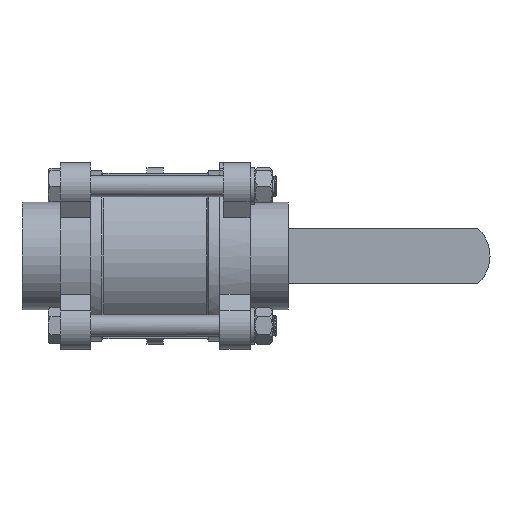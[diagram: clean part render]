
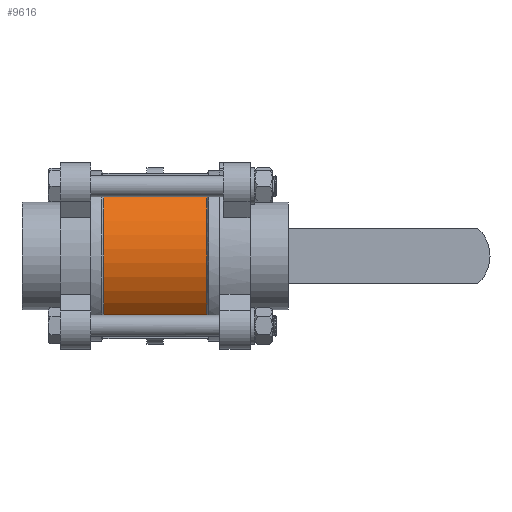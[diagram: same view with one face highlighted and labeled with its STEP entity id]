
A CAD part, front view. The second image highlights one B-rep face of the part: STEP entity #9616.
In plain terms, the highlighted cylindrical face has radius 37 mm (diameter 74 mm), a partial arc.
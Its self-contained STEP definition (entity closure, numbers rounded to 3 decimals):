
#896=CYLINDRICAL_SURFACE('',#10194,37.);
#1059=CIRCLE('',#10195,37.);
#1060=CIRCLE('',#10196,37.);
#1527=ORIENTED_EDGE('',*,*,#4548,.F.);
#1528=ORIENTED_EDGE('',*,*,#4602,.F.);
#1529=ORIENTED_EDGE('',*,*,#4512,.F.);
#1530=ORIENTED_EDGE('',*,*,#4603,.T.);
#4512=EDGE_CURVE('',#6066,#6067,#7131,.T.);
#4548=EDGE_CURVE('',#6094,#6095,#7152,.T.);
#4602=EDGE_CURVE('',#6067,#6094,#1059,.T.);
#4603=EDGE_CURVE('',#6066,#6095,#1060,.T.);
#6066=VERTEX_POINT('',#13042);
#6067=VERTEX_POINT('',#13044);
#6094=VERTEX_POINT('',#13125);
#6095=VERTEX_POINT('',#13126);
#7131=LINE('',#13043,#7662);
#7152=LINE('',#13124,#7683);
#7662=VECTOR('',#10979,1000.);
#7683=VECTOR('',#11050,1000.);
#8193=EDGE_LOOP('',(#1527,#1528,#1529,#1530));
#8785=FACE_BOUND('',#8193,.T.);
#9616=ADVANCED_FACE('',(#8785),#896,.T.);
#10194=AXIS2_PLACEMENT_3D('',#13274,#11150,#11151);
#10195=AXIS2_PLACEMENT_3D('',#13275,#11152,#11153);
#10196=AXIS2_PLACEMENT_3D('',#13276,#11154,#11155);
#10979=DIRECTION('',(-1.,0.,0.));
#11050=DIRECTION('',(1.,0.,0.));
#11150=DIRECTION('',(-1.,0.,0.));
#11151=DIRECTION('',(0.,0.,1.));
#11152=DIRECTION('',(-1.,0.,0.));
#11153=DIRECTION('',(0.,0.,1.));
#11154=DIRECTION('',(-1.,0.,0.));
#11155=DIRECTION('',(0.,0.,1.));
#13042=CARTESIAN_POINT('',(23.167,-10.,-35.623));
#13043=CARTESIAN_POINT('',(-33.,-10.,-35.623));
#13044=CARTESIAN_POINT('',(-23.167,-10.,-35.623));
#13124=CARTESIAN_POINT('',(-33.,-10.,35.623));
#13125=CARTESIAN_POINT('',(-23.167,-10.,35.623));
#13126=CARTESIAN_POINT('',(23.167,-10.,35.623));
#13274=CARTESIAN_POINT('',(-33.,0.,0.));
#13275=CARTESIAN_POINT('',(-23.167,0.,0.));
#13276=CARTESIAN_POINT('',(23.167,0.,0.));
